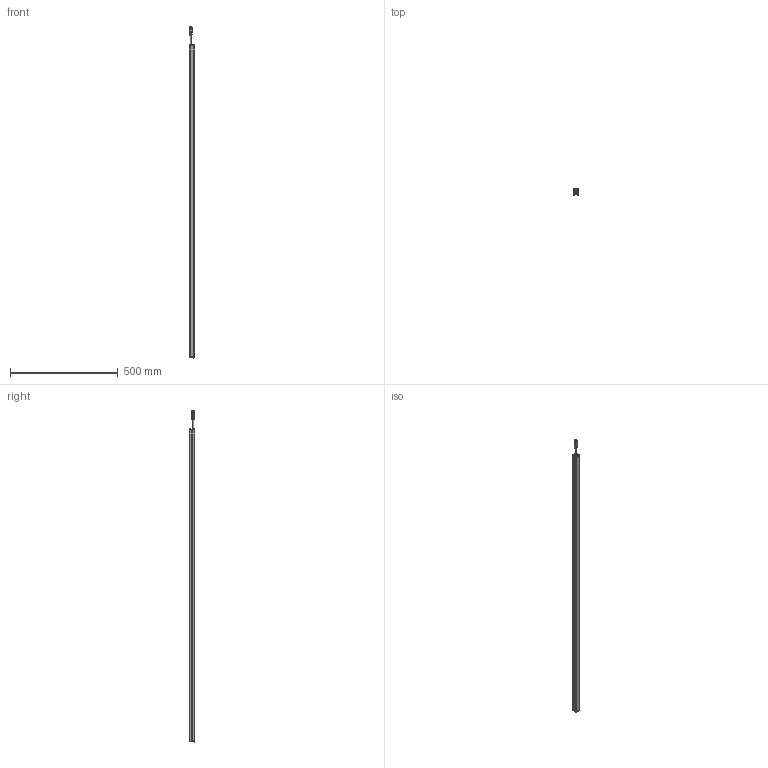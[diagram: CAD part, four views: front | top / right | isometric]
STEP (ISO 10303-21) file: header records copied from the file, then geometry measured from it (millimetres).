
FILE_DESCRIPTION (( 'STEP AP214' ), '1' );
FILE_NAME ('YBES-30K4-1450-P012.STEP', '2020-06-19T17:37:56', ( '' ), ( '' ), 'SwSTEP 2.0', 'SolidWorks 2019', '' );
FILE_SCHEMA (( 'AUTOMOTIVE_DESIGN' ));
Length unit declared in the file: inch
Products named in the file (1): YBES-30K4-1450-P012
Bounding box: 26.54 x 26.09 x 1537.9 mm (x, y, z)
Volume: 929537.9 mm3; surface area: 176670.1 mm2
Topology: 3 solids, 12 shells, 1373 faces, 3436 edges, 2103 vertices
Faces by surface type: cylinder 542, plane 438, bspline 381, cone 11, torus 1
Full cylindrical faces by diameter (mm): 1 x5, 2.4 x8, 2.5 x2, 2.55 x2, 3.7 x2, 4.7 x1, 5 x8, 8.4 x1, 10.4 x1, 10.5 x1, 13 x1, 13.5 x1
Entity records: 55605 total; most frequent: CARTESIAN_POINT 26868, ORIENTED_EDGE 6648, DIRECTION 5029, EDGE_CURVE 3324, VERTEX_POINT 2071, AXIS2_PLACEMENT_3D 1927, EDGE_LOOP 1471, FACE_OUTER_BOUND 1419
